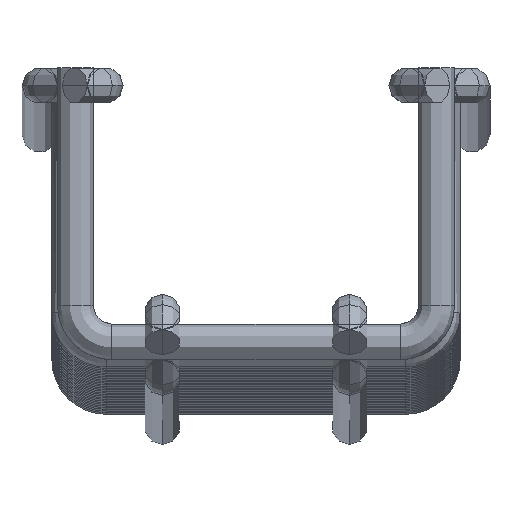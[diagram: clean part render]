
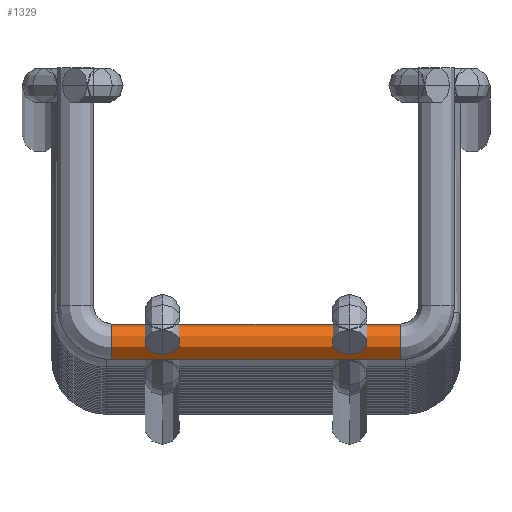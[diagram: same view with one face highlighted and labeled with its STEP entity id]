
A CAD part, top view. The second image highlights one B-rep face of the part: STEP entity #1329.
In plain terms, the highlighted cylindrical face has radius 1.9 mm (diameter 3.8 mm), a partial arc.
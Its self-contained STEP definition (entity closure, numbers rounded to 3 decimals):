
#1157=CARTESIAN_POINT('',(-15.4,0.,0.));
#1158=DIRECTION('',(1.,0.,0.));
#1159=DIRECTION('',(0.,1.,0.));
#1160=AXIS2_PLACEMENT_3D('',#1157,#1158,#1159);
#1162=DIRECTION('',(1.,0.,0.));
#1163=VECTOR('',#1162,30.8);
#1164=CARTESIAN_POINT('',(-15.4,1.9,0.));
#1165=LINE('',#1164,#1163);
#1171=DIRECTION('',(1.,0.,0.));
#1172=VECTOR('',#1171,30.8);
#1173=CARTESIAN_POINT('',(-15.4,-1.9,0.));
#1174=LINE('',#1173,#1172);
#1185=CARTESIAN_POINT('',(15.4,0.,0.));
#1186=DIRECTION('',(1.,0.,0.));
#1187=DIRECTION('',(0.,1.,0.));
#1188=AXIS2_PLACEMENT_3D('',#1185,#1186,#1187);
#1231=CARTESIAN_POINT('',(-15.4,1.9,0.));
#1232=CARTESIAN_POINT('',(-15.4,-1.9,0.));
#1233=VERTEX_POINT('',#1231);
#1234=VERTEX_POINT('',#1232);
#1235=CARTESIAN_POINT('',(15.4,1.9,0.));
#1236=CARTESIAN_POINT('',(15.4,-1.9,0.));
#1237=VERTEX_POINT('',#1235);
#1238=VERTEX_POINT('',#1236);
#1315=CARTESIAN_POINT('',(-15.4,0.,0.));
#1316=DIRECTION('',(1.,0.,0.));
#1317=DIRECTION('',(0.,1.,0.));
#1318=AXIS2_PLACEMENT_3D('',#1315,#1316,#1317);
#1319=CYLINDRICAL_SURFACE('',#1318,1.9);
#1320=ORIENTED_EDGE('',*,*,#1309,.F.);
#1322=ORIENTED_EDGE('',*,*,#1321,.T.);
#1324=ORIENTED_EDGE('',*,*,#1323,.T.);
#1326=ORIENTED_EDGE('',*,*,#1325,.F.);
#1327=EDGE_LOOP('',(#1320,#1322,#1324,#1326));
#1328=FACE_OUTER_BOUND('',#1327,.F.);
#1329=ADVANCED_FACE('',(#1328),#1319,.T.);
#1161=CIRCLE('',#1160,1.9);
#1189=CIRCLE('',#1188,1.9);
#1309=EDGE_CURVE('',#1233,#1234,#1161,.T.);
#1321=EDGE_CURVE('',#1233,#1237,#1165,.T.);
#1323=EDGE_CURVE('',#1237,#1238,#1189,.T.);
#1325=EDGE_CURVE('',#1234,#1238,#1174,.T.);
